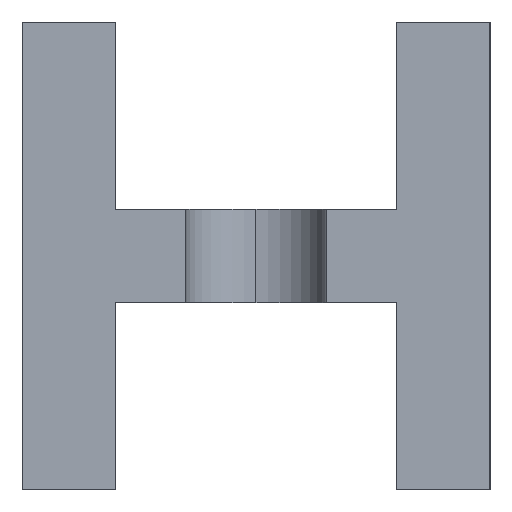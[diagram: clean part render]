
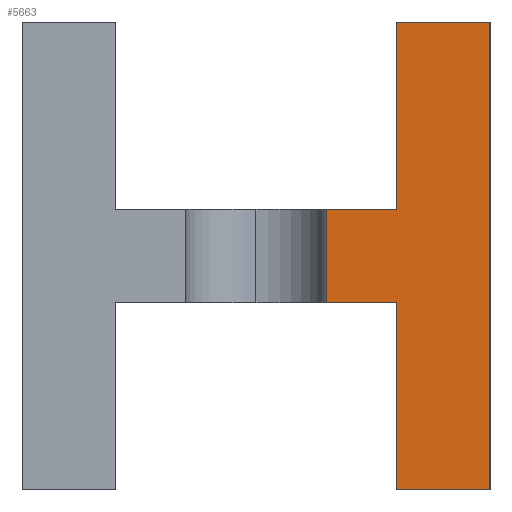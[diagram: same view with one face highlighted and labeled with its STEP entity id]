
A CAD part, left-side view. The second image highlights one B-rep face of the part: STEP entity #5663.
In plain terms, the highlighted planar face has unit normal (-1, 0, 0).
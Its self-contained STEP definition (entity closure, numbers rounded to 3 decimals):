
#118 = CARTESIAN_POINT ( 'NONE',  ( 0., 2., 6. ) ) ;
#194 = VERTEX_POINT ( 'NONE', #212 ) ;
#202 = DIRECTION ( 'NONE',  ( 0., 1., 0. ) ) ;
#212 = CARTESIAN_POINT ( 'NONE',  ( 0., 3.5, 6. ) ) ;
#229 = CARTESIAN_POINT ( 'NONE',  ( 0., 8., 4. ) ) ;
#637 = VERTEX_POINT ( 'NONE', #5022 ) ;
#715 = AXIS2_PLACEMENT_3D ( 'NONE', #4247, #3807, #3785 ) ;
#1042 = VERTEX_POINT ( 'NONE', #1605 ) ;
#1108 = CARTESIAN_POINT ( 'NONE',  ( 0., 2., 10. ) ) ;
#1164 = CARTESIAN_POINT ( 'NONE',  ( 0., 2., 0. ) ) ;
#1333 = CARTESIAN_POINT ( 'NONE',  ( 0., 0., 10. ) ) ;
#1372 = LINE ( 'NONE', #229, #3987 ) ;
#1474 = VERTEX_POINT ( 'NONE', #1498 ) ;
#1498 = CARTESIAN_POINT ( 'NONE',  ( 0., 0., 10. ) ) ;
#1576 = DIRECTION ( 'NONE',  ( 0., 0., 1. ) ) ;
#1605 = CARTESIAN_POINT ( 'NONE',  ( 0., 2., 6. ) ) ;
#1678 = DIRECTION ( 'NONE',  ( 0., 0., 1. ) ) ;
#1819 = ORIENTED_EDGE ( 'NONE', *, *, #5848, .F. ) ;
#1856 = ORIENTED_EDGE ( 'NONE', *, *, #5769, .F. ) ;
#1867 = ORIENTED_EDGE ( 'NONE', *, *, #5729, .F. ) ;
#1881 = ORIENTED_EDGE ( 'NONE', *, *, #5673, .F. ) ;
#1884 = VECTOR ( 'NONE', #4439, 1000. ) ;
#1895 = ORIENTED_EDGE ( 'NONE', *, *, #5642, .F. ) ;
#1906 = ORIENTED_EDGE ( 'NONE', *, *, #5608, .F. ) ;
#1917 = ORIENTED_EDGE ( 'NONE', *, *, #5566, .F. ) ;
#1935 = ORIENTED_EDGE ( 'NONE', *, *, #5451, .F. ) ;
#2232 = CARTESIAN_POINT ( 'NONE',  ( 0., 3.5, 4. ) ) ;
#2316 = VECTOR ( 'NONE', #5148, 1000. ) ;
#2381 = EDGE_LOOP ( 'NONE', ( #1935, #1917, #1906, #1895, #1881, #1867, #1856, #1819 ) ) ;
#2481 = VECTOR ( 'NONE', #1678, 1000. ) ;
#2867 = VERTEX_POINT ( 'NONE', #1108 ) ;
#2892 = VECTOR ( 'NONE', #1576, 1000. ) ;
#3064 = LINE ( 'NONE', #6316, #2892 ) ;
#3227 = VECTOR ( 'NONE', #4609, 1000. ) ;
#3278 = CARTESIAN_POINT ( 'NONE',  ( 0., 0., 0. ) ) ;
#3324 = DIRECTION ( 'NONE',  ( 0., 0., -1. ) ) ;
#3380 = VERTEX_POINT ( 'NONE', #5316 ) ;
#3554 = VECTOR ( 'NONE', #3324, 1000. ) ;
#3716 = LINE ( 'NONE', #3278, #3554 ) ;
#3785 = DIRECTION ( 'NONE',  ( 0., 0., 1. ) ) ;
#3807 = DIRECTION ( 'NONE',  ( -1., 0., 0. ) ) ;
#3919 = LINE ( 'NONE', #118, #5403 ) ;
#3987 = VECTOR ( 'NONE', #202, 1000. ) ;
#4247 = CARTESIAN_POINT ( 'NONE',  ( 0., 0., 0. ) ) ;
#4419 = CARTESIAN_POINT ( 'NONE',  ( 0., 3.5, 4. ) ) ;
#4439 = DIRECTION ( 'NONE',  ( 0., 0., 1. ) ) ;
#4463 = LINE ( 'NONE', #1333, #3227 ) ;
#4541 = LINE ( 'NONE', #4419, #1884 ) ;
#4609 = DIRECTION ( 'NONE',  ( 0., -1., 0. ) ) ;
#4654 = PLANE ( 'NONE',  #715 ) ;
#4677 = CARTESIAN_POINT ( 'NONE',  ( 0., 2., 4. ) ) ;
#4753 = FACE_OUTER_BOUND ( 'NONE', #2381, .T. ) ;
#4885 = VERTEX_POINT ( 'NONE', #5697 ) ;
#4996 = DIRECTION ( 'NONE',  ( 0., -1., 0. ) ) ;
#5022 = CARTESIAN_POINT ( 'NONE',  ( 0., 2., 4. ) ) ;
#5033 = LINE ( 'NONE', #1164, #2316 ) ;
#5148 = DIRECTION ( 'NONE',  ( 0., 1., 0. ) ) ;
#5316 = CARTESIAN_POINT ( 'NONE',  ( 0., 2., 0. ) ) ;
#5403 = VECTOR ( 'NONE', #4996, 1000. ) ;
#5451 = EDGE_CURVE ( 'NONE', #5725, #194, #4541, .T. ) ;
#5566 = EDGE_CURVE ( 'NONE', #637, #5725, #1372, .T. ) ;
#5608 = EDGE_CURVE ( 'NONE', #3380, #637, #6266, .T. ) ;
#5642 = EDGE_CURVE ( 'NONE', #4885, #3380, #5033, .T. ) ;
#5663 = ADVANCED_FACE ( 'NONE', ( #4753 ), #4654, .T. ) ;
#5673 = EDGE_CURVE ( 'NONE', #1474, #4885, #3716, .T. ) ;
#5697 = CARTESIAN_POINT ( 'NONE',  ( 0., 0., 0. ) ) ;
#5725 = VERTEX_POINT ( 'NONE', #2232 ) ;
#5729 = EDGE_CURVE ( 'NONE', #2867, #1474, #4463, .T. ) ;
#5769 = EDGE_CURVE ( 'NONE', #1042, #2867, #3064, .T. ) ;
#5848 = EDGE_CURVE ( 'NONE', #194, #1042, #3919, .T. ) ;
#6266 = LINE ( 'NONE', #4677, #2481 ) ;
#6316 = CARTESIAN_POINT ( 'NONE',  ( 0., 2., 10. ) ) ;
